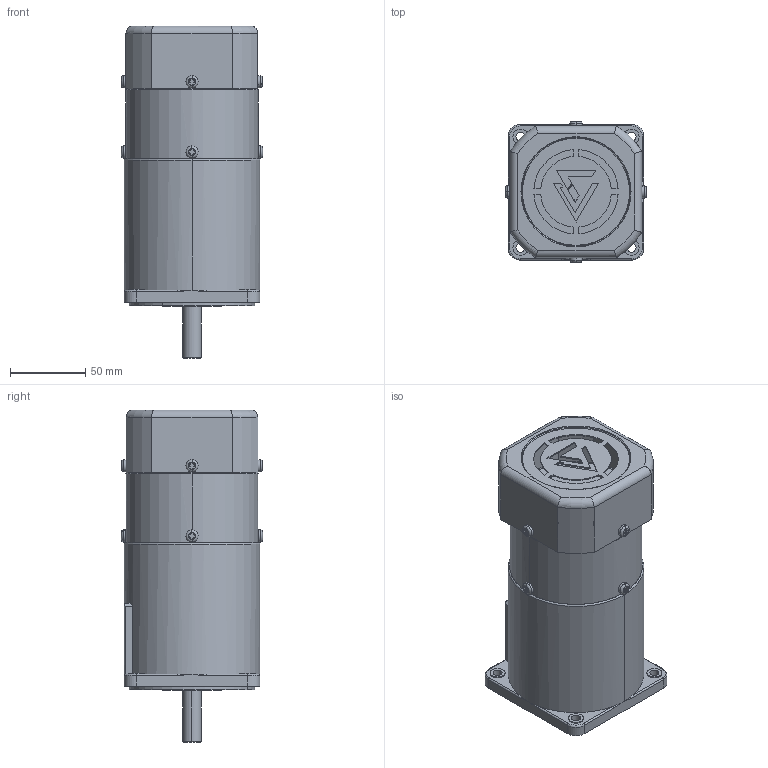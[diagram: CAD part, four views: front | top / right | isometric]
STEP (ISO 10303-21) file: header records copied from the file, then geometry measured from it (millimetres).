
FILE_DESCRIPTION (( 'STEP AP203' ), '1' );
FILE_NAME ('5RK40.60A-CMF(2).STEP', '2022-08-25T03:03:42', ( '' ), ( 'Microsoft' ), 'SwSTEP 2.0', 'SolidWorks 2020', '' );
FILE_SCHEMA (( 'CONFIG_CONTROL_DESIGN' ));
Length unit declared in the file: millimetre
Products named in the file (1): 5RK40.60A-CMF(2)
Bounding box: 93.6 x 93.6 x 220 mm (x, y, z)
Surface area: 119030.3 mm2 (no closed solid volume)
Topology: 0 solids, 20 shells, 359 faces, 984 edges, 650 vertices
Faces by surface type: plane 177, cylinder 108, torus 42, cone 18, bspline 14
Entity records: 12878 total; most frequent: CARTESIAN_POINT 3602, DIRECTION 1980, ORIENTED_EDGE 1766, EDGE_CURVE 976, AXIS2_PLACEMENT_3D 722, VERTEX_POINT 650, VECTOR 536, LINE 536
